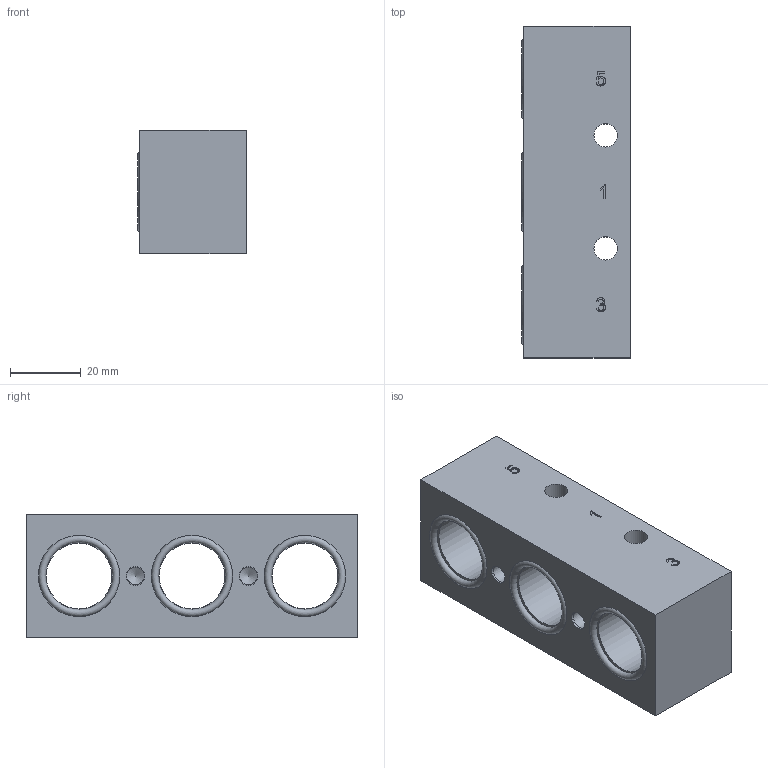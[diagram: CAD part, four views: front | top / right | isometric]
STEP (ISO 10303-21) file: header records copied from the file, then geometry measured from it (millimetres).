
FILE_DESCRIPTION(/* description */ ('Unknown'),/* implementation_level */ '2;1');
FILE_NAME(/* name */ 'R 5 103 GR',/* time_stamp */ '2025-12-01T08:45:58+01:00',/* author */ ('Unknown'),/* organization */ ('HAFNER Pneumatika Kft'),/* preprocessor_version */ 'ST-DEVELOPER v16.7',/* originating_system */ 'Solid Edge',/* authorisation */ 'Unknown');
FILE_SCHEMA (('AUTOMOTIVE_DESIGN {1 0 10303 214 3 1 1}'));
Length unit declared in the file: millimetre
Products named in the file (2): R 5 103 GR
Assembly tree (1 placements, depth 2):
  R 5 103 GR
    R 5 103 GR
Bounding box: 30.75 x 94 x 35 mm (x, y, z)
Volume: 71613.1 mm3; surface area: 21665.1 mm2
Topology: 6 solids, 6 shells, 89 faces, 227 edges, 150 vertices
Faces by surface type: plane 43, cylinder 18, cone 17, bspline 8, torus 3
Full cylindrical faces by diameter (mm): 4.134 x2, 5 x4, 6.6 x2, 18.631 x6, 23 x3
Entity records: 3364 total; most frequent: CARTESIAN_POINT 890, DIRECTION 332, ORIENTED_EDGE 328, EDGE_CURVE 164, FACE_BOUND 147, EDGE_LOOP 140, VERTEX_POINT 131, AXIS2_PLACEMENT_3D 127
